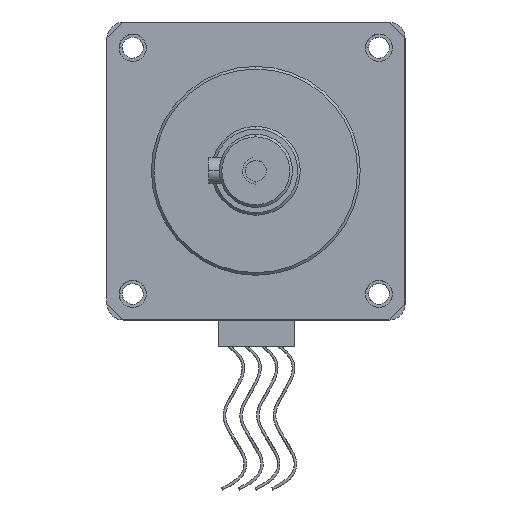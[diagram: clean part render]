
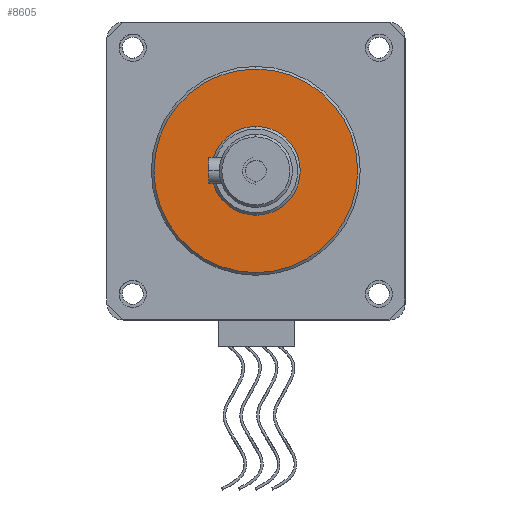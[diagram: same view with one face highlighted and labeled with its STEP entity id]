
A CAD part, left-side view. The second image highlights one B-rep face of the part: STEP entity #8605.
In plain terms, the highlighted face is planar.
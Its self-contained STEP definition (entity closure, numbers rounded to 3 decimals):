
#639 = VERTEX_POINT ( 'NONE', #18745 ) ;
#854 = DIRECTION ( 'NONE',  ( 0., 0., -1. ) ) ;
#909 = ORIENTED_EDGE ( 'NONE', *, *, #13234, .T. ) ;
#1445 = DIRECTION ( 'NONE',  ( -1., 0., 0. ) ) ;
#1900 = EDGE_LOOP ( 'NONE', ( #20142, #7872 ) ) ;
#2865 = DIRECTION ( 'NONE',  ( 0., 0., -1. ) ) ;
#3197 = VERTEX_POINT ( 'NONE', #4172 ) ;
#3652 = VERTEX_POINT ( 'NONE', #20090 ) ;
#4109 = DIRECTION ( 'NONE',  ( 0., 0., -1. ) ) ;
#4172 = CARTESIAN_POINT ( 'NONE',  ( -19.5, 0., -2.5 ) ) ;
#4221 = FACE_BOUND ( 'NONE', #1900, .T. ) ;
#5858 = FACE_OUTER_BOUND ( 'NONE', #12798, .T. ) ;
#6156 = CIRCLE ( 'NONE', #12084, 8.5 ) ;
#6924 = AXIS2_PLACEMENT_3D ( 'NONE', #12285, #20520, #14045 ) ;
#7493 = PLANE ( 'NONE',  #13512 ) ;
#7872 = ORIENTED_EDGE ( 'NONE', *, *, #16098, .F. ) ;
#8220 = EDGE_CURVE ( 'NONE', #16220, #639, #6156, .T. ) ;
#8605 = ADVANCED_FACE ( 'NONE', ( #5858, #4221 ), #7493, .T. ) ;
#9326 = AXIS2_PLACEMENT_3D ( 'NONE', #16841, #20060, #1445 ) ;
#9490 = CARTESIAN_POINT ( 'NONE',  ( 0., 0., -2.5 ) ) ;
#9694 = CIRCLE ( 'NONE', #9326, 8.5 ) ;
#9726 = CIRCLE ( 'NONE', #6924, 19.5 ) ;
#12084 = AXIS2_PLACEMENT_3D ( 'NONE', #9490, #854, #12676 ) ;
#12285 = CARTESIAN_POINT ( 'NONE',  ( 0., 0., -2.5 ) ) ;
#12676 = DIRECTION ( 'NONE',  ( -1., 0., 0. ) ) ;
#12708 = CARTESIAN_POINT ( 'NONE',  ( 0., 0., -2.5 ) ) ;
#12798 = EDGE_LOOP ( 'NONE', ( #20712, #909 ) ) ;
#13234 = EDGE_CURVE ( 'NONE', #3197, #3652, #17036, .T. ) ;
#13512 = AXIS2_PLACEMENT_3D ( 'NONE', #20764, #4109, #14396 ) ;
#13989 = CARTESIAN_POINT ( 'NONE',  ( 8.5, 0., -2.5 ) ) ;
#14045 = DIRECTION ( 'NONE',  ( -1., 0., 0. ) ) ;
#14396 = DIRECTION ( 'NONE',  ( -1., 0., 0. ) ) ;
#16098 = EDGE_CURVE ( 'NONE', #639, #16220, #9694, .T. ) ;
#16220 = VERTEX_POINT ( 'NONE', #13989 ) ;
#16841 = CARTESIAN_POINT ( 'NONE',  ( 0., 0., -2.5 ) ) ;
#17036 = CIRCLE ( 'NONE', #19887, 19.5 ) ;
#17982 = EDGE_CURVE ( 'NONE', #3652, #3197, #9726, .T. ) ;
#18745 = CARTESIAN_POINT ( 'NONE',  ( -8.5, 0., -2.5 ) ) ;
#19887 = AXIS2_PLACEMENT_3D ( 'NONE', #12708, #2865, #21267 ) ;
#20060 = DIRECTION ( 'NONE',  ( 0., 0., -1. ) ) ;
#20090 = CARTESIAN_POINT ( 'NONE',  ( 19.5, 0., -2.5 ) ) ;
#20142 = ORIENTED_EDGE ( 'NONE', *, *, #8220, .F. ) ;
#20520 = DIRECTION ( 'NONE',  ( 0., 0., -1. ) ) ;
#20712 = ORIENTED_EDGE ( 'NONE', *, *, #17982, .T. ) ;
#20764 = CARTESIAN_POINT ( 'NONE',  ( 0., 0., -2.5 ) ) ;
#21267 = DIRECTION ( 'NONE',  ( -1., 0., 0. ) ) ;
